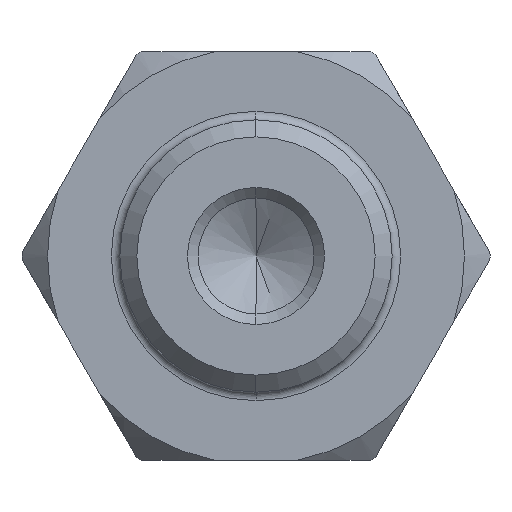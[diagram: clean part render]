
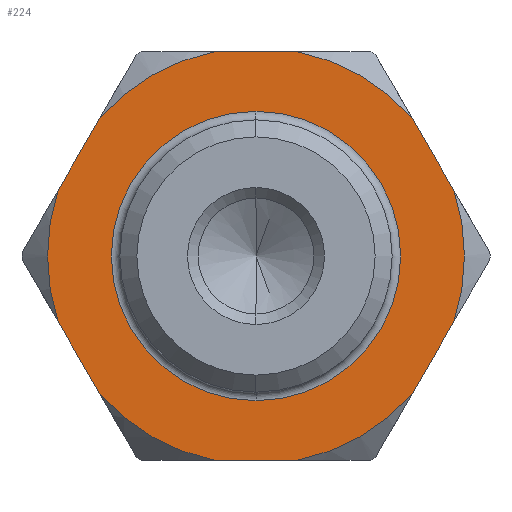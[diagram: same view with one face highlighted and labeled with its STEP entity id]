
A CAD part, left-side view. The second image highlights one B-rep face of the part: STEP entity #224.
In plain terms, the highlighted planar face has unit normal (-1, 0, 0).
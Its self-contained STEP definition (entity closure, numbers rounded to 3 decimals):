
#2 = ORIENTED_EDGE ( 'NONE', *, *, #1481, .T. ) ;
#31 = DIRECTION ( 'NONE',  ( 1., 0., 0. ) ) ;
#53 = VECTOR ( 'NONE', #468, 1000. ) ;
#79 = DIRECTION ( 'NONE',  ( 0., 0., -1. ) ) ;
#80 = CIRCLE ( 'NONE', #373, 12.25 ) ;
#82 = DIRECTION ( 'NONE',  ( -1., 0., 0. ) ) ;
#85 = VERTEX_POINT ( 'NONE', #482 ) ;
#96 = AXIS2_PLACEMENT_3D ( 'NONE', #1325, #1318, #1208 ) ;
#109 = VERTEX_POINT ( 'NONE', #1054 ) ;
#117 = ORIENTED_EDGE ( 'NONE', *, *, #732, .T. ) ;
#121 = CARTESIAN_POINT ( 'NONE',  ( -212., -6.928, 12. ) ) ;
#135 = EDGE_CURVE ( 'NONE', #85, #721, #290, .T. ) ;
#137 = AXIS2_PLACEMENT_3D ( 'NONE', #1368, #608, #1485 ) ;
#144 = CARTESIAN_POINT ( 'NONE',  ( -212., 0., 0. ) ) ;
#153 = CARTESIAN_POINT ( 'NONE',  ( -212., -9.161, -8.132 ) ) ;
#161 = ORIENTED_EDGE ( 'NONE', *, *, #1491, .T. ) ;
#177 = VERTEX_POINT ( 'NONE', #432 ) ;
#185 = EDGE_CURVE ( 'NONE', #414, #270, #587, .T. ) ;
#195 = CARTESIAN_POINT ( 'NONE',  ( -212., -2.462, 12. ) ) ;
#224 = ADVANCED_FACE ( 'NONE', ( #544, #1273 ), #292, .F. ) ;
#244 = DIRECTION ( 'NONE',  ( -1., 0., 0. ) ) ;
#266 = DIRECTION ( 'NONE',  ( 0., 0., -1. ) ) ;
#270 = VERTEX_POINT ( 'NONE', #1161 ) ;
#290 = CIRCLE ( 'NONE', #96, 8.5 ) ;
#292 = PLANE ( 'NONE',  #863 ) ;
#297 = CARTESIAN_POINT ( 'NONE',  ( -212., 13.75, 0. ) ) ;
#305 = DIRECTION ( 'NONE',  ( 0., -0.5, 0.866 ) ) ;
#322 = DIRECTION ( 'NONE',  ( 0., -0.5, -0.866 ) ) ;
#332 = EDGE_LOOP ( 'NONE', ( #1386, #1287 ) ) ;
#350 = AXIS2_PLACEMENT_3D ( 'NONE', #543, #538, #415 ) ;
#351 = LINE ( 'NONE', #1202, #1401 ) ;
#366 = EDGE_CURVE ( 'NONE', #779, #1300, #917, .T. ) ;
#373 = AXIS2_PLACEMENT_3D ( 'NONE', #1027, #244, #1152 ) ;
#390 = EDGE_CURVE ( 'NONE', #177, #651, #80, .T. ) ;
#395 = DIRECTION ( 'NONE',  ( 0., 0.5, 0.866 ) ) ;
#414 = VERTEX_POINT ( 'NONE', #885 ) ;
#415 = DIRECTION ( 'NONE',  ( 0., 0., -1. ) ) ;
#417 = AXIS2_PLACEMENT_3D ( 'NONE', #144, #1051, #266 ) ;
#432 = CARTESIAN_POINT ( 'NONE',  ( -212., 2.462, 12. ) ) ;
#456 = DIRECTION ( 'NONE',  ( 0., 0.5, -0.866 ) ) ;
#468 = DIRECTION ( 'NONE',  ( 0., -1., 0. ) ) ;
#471 = CARTESIAN_POINT ( 'NONE',  ( -212., 13.856, 0. ) ) ;
#482 = CARTESIAN_POINT ( 'NONE',  ( -212., 0., 8.5 ) ) ;
#491 = VERTEX_POINT ( 'NONE', #153 ) ;
#507 = AXIS2_PLACEMENT_3D ( 'NONE', #1461, #718, #1589 ) ;
#514 = VERTEX_POINT ( 'NONE', #919 ) ;
#525 = VECTOR ( 'NONE', #322, 1000. ) ;
#538 = DIRECTION ( 'NONE',  ( -1., 0., 0. ) ) ;
#543 = CARTESIAN_POINT ( 'NONE',  ( -212., 0., 0. ) ) ;
#544 = FACE_BOUND ( 'NONE', #332, .T. ) ;
#548 = ORIENTED_EDGE ( 'NONE', *, *, #1151, .T. ) ;
#587 = CIRCLE ( 'NONE', #350, 12.25 ) ;
#596 = CARTESIAN_POINT ( 'NONE',  ( -212., 6.928, -12. ) ) ;
#602 = VERTEX_POINT ( 'NONE', #752 ) ;
#608 = DIRECTION ( 'NONE',  ( 1., 0., 0. ) ) ;
#614 = EDGE_CURVE ( 'NONE', #1091, #177, #1308, .T. ) ;
#644 = CIRCLE ( 'NONE', #417, 12.25 ) ;
#651 = VERTEX_POINT ( 'NONE', #1042 ) ;
#663 = CIRCLE ( 'NONE', #507, 12.25 ) ;
#713 = EDGE_CURVE ( 'NONE', #1300, #1332, #644, .T. ) ;
#718 = DIRECTION ( 'NONE',  ( -1., 0., 0. ) ) ;
#721 = VERTEX_POINT ( 'NONE', #1289 ) ;
#724 = CARTESIAN_POINT ( 'NONE',  ( -212., 2.462, -12. ) ) ;
#732 = EDGE_CURVE ( 'NONE', #270, #109, #1608, .T. ) ;
#752 = CARTESIAN_POINT ( 'NONE',  ( -212., -2.462, -12. ) ) ;
#779 = VERTEX_POINT ( 'NONE', #874 ) ;
#841 = DIRECTION ( 'NONE',  ( -1., 0., 0. ) ) ;
#846 = CARTESIAN_POINT ( 'NONE',  ( -212., 9.161, -8.132 ) ) ;
#848 = CARTESIAN_POINT ( 'NONE',  ( -212., 0., 0. ) ) ;
#863 = AXIS2_PLACEMENT_3D ( 'NONE', #297, #31, #1269 ) ;
#874 = CARTESIAN_POINT ( 'NONE',  ( -212., 11.623, -3.868 ) ) ;
#880 = DIRECTION ( 'NONE',  ( 0., 1., 0. ) ) ;
#885 = CARTESIAN_POINT ( 'NONE',  ( -212., -11.623, -3.868 ) ) ;
#912 = CARTESIAN_POINT ( 'NONE',  ( -212., -13.856, 0. ) ) ;
#917 = LINE ( 'NONE', #471, #525 ) ;
#919 = CARTESIAN_POINT ( 'NONE',  ( -212., 11.623, 3.868 ) ) ;
#920 = VECTOR ( 'NONE', #456, 1000. ) ;
#925 = ORIENTED_EDGE ( 'NONE', *, *, #713, .T. ) ;
#984 = DIRECTION ( 'NONE',  ( 0., 0., -1. ) ) ;
#991 = EDGE_CURVE ( 'NONE', #602, #491, #663, .T. ) ;
#1006 = EDGE_CURVE ( 'NONE', #651, #514, #1583, .T. ) ;
#1027 = CARTESIAN_POINT ( 'NONE',  ( -212., 0., 0. ) ) ;
#1042 = CARTESIAN_POINT ( 'NONE',  ( -212., 9.161, 8.132 ) ) ;
#1051 = DIRECTION ( 'NONE',  ( -1., 0., 0. ) ) ;
#1054 = CARTESIAN_POINT ( 'NONE',  ( -212., -9.161, 8.132 ) ) ;
#1062 = CIRCLE ( 'NONE', #1118, 12.25 ) ;
#1072 = ORIENTED_EDGE ( 'NONE', *, *, #1006, .T. ) ;
#1083 = CIRCLE ( 'NONE', #137, 8.5 ) ;
#1091 = VERTEX_POINT ( 'NONE', #195 ) ;
#1118 = AXIS2_PLACEMENT_3D ( 'NONE', #1588, #841, #79 ) ;
#1120 = LINE ( 'NONE', #596, #53 ) ;
#1124 = CIRCLE ( 'NONE', #1279, 12.25 ) ;
#1151 = EDGE_CURVE ( 'NONE', #1332, #602, #1120, .T. ) ;
#1152 = DIRECTION ( 'NONE',  ( 0., 0., -1. ) ) ;
#1161 = CARTESIAN_POINT ( 'NONE',  ( -212., -11.623, 3.868 ) ) ;
#1170 = EDGE_CURVE ( 'NONE', #491, #414, #351, .T. ) ;
#1172 = ORIENTED_EDGE ( 'NONE', *, *, #390, .T. ) ;
#1202 = CARTESIAN_POINT ( 'NONE',  ( -212., -6.928, -12. ) ) ;
#1208 = DIRECTION ( 'NONE',  ( 0., 0., -1. ) ) ;
#1267 = ORIENTED_EDGE ( 'NONE', *, *, #991, .T. ) ;
#1269 = DIRECTION ( 'NONE',  ( 0., 0., -1. ) ) ;
#1273 = FACE_OUTER_BOUND ( 'NONE', #1465, .T. ) ;
#1278 = ORIENTED_EDGE ( 'NONE', *, *, #614, .T. ) ;
#1279 = AXIS2_PLACEMENT_3D ( 'NONE', #848, #82, #984 ) ;
#1281 = VECTOR ( 'NONE', #395, 1000. ) ;
#1287 = ORIENTED_EDGE ( 'NONE', *, *, #135, .T. ) ;
#1289 = CARTESIAN_POINT ( 'NONE',  ( -212., 0., -8.5 ) ) ;
#1300 = VERTEX_POINT ( 'NONE', #846 ) ;
#1308 = LINE ( 'NONE', #121, #1641 ) ;
#1318 = DIRECTION ( 'NONE',  ( 1., 0., 0. ) ) ;
#1325 = CARTESIAN_POINT ( 'NONE',  ( -212., 0., 0. ) ) ;
#1332 = VERTEX_POINT ( 'NONE', #724 ) ;
#1353 = CARTESIAN_POINT ( 'NONE',  ( -212., 6.928, 12. ) ) ;
#1368 = CARTESIAN_POINT ( 'NONE',  ( -212., 0., 0. ) ) ;
#1386 = ORIENTED_EDGE ( 'NONE', *, *, #1603, .T. ) ;
#1401 = VECTOR ( 'NONE', #305, 1000. ) ;
#1422 = ORIENTED_EDGE ( 'NONE', *, *, #1170, .T. ) ;
#1461 = CARTESIAN_POINT ( 'NONE',  ( -212., 0., 0. ) ) ;
#1465 = EDGE_LOOP ( 'NONE', ( #117, #2, #1278, #1172, #1072, #161, #1566, #925, #548, #1267, #1422, #1523 ) ) ;
#1481 = EDGE_CURVE ( 'NONE', #109, #1091, #1062, .T. ) ;
#1485 = DIRECTION ( 'NONE',  ( 0., 0., -1. ) ) ;
#1491 = EDGE_CURVE ( 'NONE', #514, #779, #1124, .T. ) ;
#1523 = ORIENTED_EDGE ( 'NONE', *, *, #185, .T. ) ;
#1566 = ORIENTED_EDGE ( 'NONE', *, *, #366, .T. ) ;
#1583 = LINE ( 'NONE', #1353, #920 ) ;
#1588 = CARTESIAN_POINT ( 'NONE',  ( -212., 0., 0. ) ) ;
#1589 = DIRECTION ( 'NONE',  ( 0., 0., -1. ) ) ;
#1603 = EDGE_CURVE ( 'NONE', #721, #85, #1083, .T. ) ;
#1608 = LINE ( 'NONE', #912, #1281 ) ;
#1641 = VECTOR ( 'NONE', #880, 1000. ) ;
